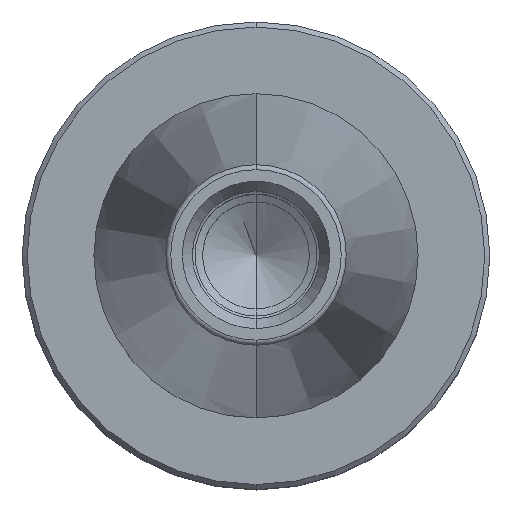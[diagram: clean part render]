
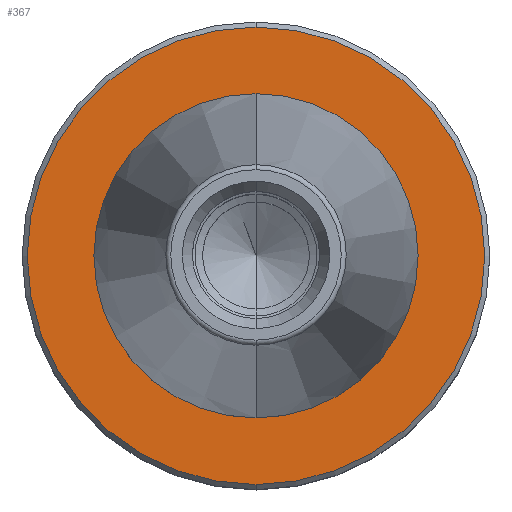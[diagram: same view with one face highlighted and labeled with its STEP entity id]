
A CAD part, top view. The second image highlights one B-rep face of the part: STEP entity #367.
In plain terms, the highlighted planar face has unit normal (0, 0, 1).
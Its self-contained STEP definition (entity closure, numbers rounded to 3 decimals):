
#367=ADVANCED_FACE('',(#914,#915),#916,.T.);
#459=VERTEX_POINT('',#1020);
#517=EDGE_CURVE('',#741,#459,#1083,.T.);
#653=VERTEX_POINT('',#1241);
#661=VERTEX_POINT('',#1249);
#699=EDGE_CURVE('',#653,#661,#1292,.T.);
#741=VERTEX_POINT('',#1337);
#787=EDGE_CURVE('',#459,#741,#1392,.T.);
#801=EDGE_CURVE('',#661,#653,#1409,.T.);
#914=FACE_OUTER_BOUND('',#1546,.T.);
#915=FACE_BOUND('',#1547,.T.);
#916=PLANE('',#1548);
#1020=CARTESIAN_POINT('',(0.0,15.948,-2.0));
#1083=CIRCLE('',#1764,15.948);
#1241=CARTESIAN_POINT('',(0.,-22.5,-2.0));
#1249=CARTESIAN_POINT('',(0.0,22.5,-2.0));
#1292=CIRCLE('',#2027,22.5);
#1337=CARTESIAN_POINT('',(0.,-15.948,-2.0));
#1392=CIRCLE('',#2159,15.948);
#1409=CIRCLE('',#2181,22.5);
#1546=EDGE_LOOP('',(#2323,#2324));
#1547=EDGE_LOOP('',(#2325,#2326));
#1548=AXIS2_PLACEMENT_3D('',#2327,#2328,#2329);
#1764=AXIS2_PLACEMENT_3D('',#2545,#2546,#2547);
#2027=AXIS2_PLACEMENT_3D('',#2814,#2815,#2816);
#2159=AXIS2_PLACEMENT_3D('',#2948,#2949,#2950);
#2181=AXIS2_PLACEMENT_3D('',#2969,#2970,#2971);
#2323=ORIENTED_EDGE('',*,*,#801,.F.);
#2324=ORIENTED_EDGE('',*,*,#699,.F.);
#2325=ORIENTED_EDGE('',*,*,#787,.T.);
#2326=ORIENTED_EDGE('',*,*,#517,.T.);
#2327=CARTESIAN_POINT('',(0.0,19.224,-2.0));
#2328=DIRECTION('',(-0.0,0.0,1.0));
#2329=DIRECTION('',(0.0,-1.0,0.0));
#2545=CARTESIAN_POINT('',(0.0,0.0,-2.0));
#2546=DIRECTION('',(0.0,0.0,-1.0));
#2547=DIRECTION('',(0.0,1.0,0.0));
#2814=CARTESIAN_POINT('',(0.0,0.0,-2.0));
#2815=DIRECTION('',(0.0,0.0,-1.0));
#2816=DIRECTION('',(0.0,1.0,0.0));
#2948=CARTESIAN_POINT('',(0.0,0.0,-2.0));
#2949=DIRECTION('',(0.0,0.0,-1.0));
#2950=DIRECTION('',(0.0,1.0,0.0));
#2969=CARTESIAN_POINT('',(0.0,0.0,-2.0));
#2970=DIRECTION('',(0.0,0.0,-1.0));
#2971=DIRECTION('',(0.0,1.0,0.0));
